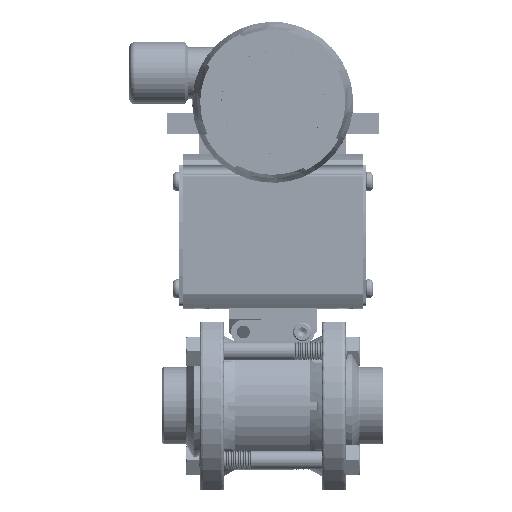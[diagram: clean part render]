
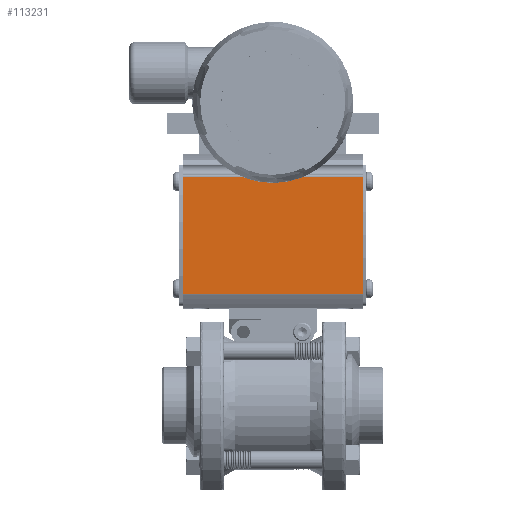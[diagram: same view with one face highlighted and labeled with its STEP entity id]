
A CAD part, top view. The second image highlights one B-rep face of the part: STEP entity #113231.
In plain terms, the highlighted planar face has unit normal (0, 0, 1).
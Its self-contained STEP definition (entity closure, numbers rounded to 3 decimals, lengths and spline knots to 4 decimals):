
#1062 = ORIENTED_EDGE ( 'NONE', *, *, #30538, .F. ) ;
#3437 = LINE ( 'NONE', #112486, #65136 ) ;
#12395 = DIRECTION ( 'NONE',  ( 0., 0., -1. ) ) ;
#15787 = VERTEX_POINT ( 'NONE', #59632 ) ;
#29771 = ORIENTED_EDGE ( 'NONE', *, *, #138130, .T. ) ;
#30538 = EDGE_CURVE ( 'NONE', #15787, #49286, #79248, .T. ) ;
#31793 = AXIS2_PLACEMENT_3D ( 'NONE', #81885, #12395, #93494 ) ;
#37086 = CARTESIAN_POINT ( 'NONE',  ( 1.5441, 1.7988, 3.281 ) ) ;
#46324 = VERTEX_POINT ( 'NONE', #37086 ) ;
#49286 = VERTEX_POINT ( 'NONE', #129523 ) ;
#49641 = VERTEX_POINT ( 'NONE', #66623 ) ;
#52660 = ORIENTED_EDGE ( 'NONE', *, *, #109349, .F. ) ;
#54662 = DIRECTION ( 'NONE',  ( 0., -1., 0. ) ) ;
#56709 = DIRECTION ( 'NONE',  ( 1., 0., 0. ) ) ;
#59632 = CARTESIAN_POINT ( 'NONE',  ( -1.5109, 1.7988, 3.281 ) ) ;
#65136 = VECTOR ( 'NONE', #54662, 39.3701 ) ;
#66623 = CARTESIAN_POINT ( 'NONE',  ( 1.5441, 3.7931, 3.281 ) ) ;
#68355 = CARTESIAN_POINT ( 'NONE',  ( -5.0238, 1.7988, 3.281 ) ) ;
#70201 = PLANE ( 'NONE',  #31793 ) ;
#71864 = VECTOR ( 'NONE', #106421, 39.3701 ) ;
#75913 = FACE_OUTER_BOUND ( 'NONE', #149536, .T. ) ;
#79150 = CARTESIAN_POINT ( 'NONE',  ( -5.0238, 3.7931, 3.281 ) ) ;
#79248 = LINE ( 'NONE', #94737, #71864 ) ;
#81885 = CARTESIAN_POINT ( 'NONE',  ( -5.0238, 3.8004, 3.281 ) ) ;
#92552 = VECTOR ( 'NONE', #148659, 39.3701 ) ;
#93494 = DIRECTION ( 'NONE',  ( 0., -1., 0. ) ) ;
#94737 = CARTESIAN_POINT ( 'NONE',  ( -1.5109, 3.8004, 3.281 ) ) ;
#106421 = DIRECTION ( 'NONE',  ( 0., 1., 0. ) ) ;
#107125 = EDGE_CURVE ( 'NONE', #49641, #49286, #123482, .T. ) ;
#108059 = VECTOR ( 'NONE', #56709, 39.3701 ) ;
#109349 = EDGE_CURVE ( 'NONE', #49641, #46324, #3437, .T. ) ;
#111746 = LINE ( 'NONE', #68355, #108059 ) ;
#112486 = CARTESIAN_POINT ( 'NONE',  ( 1.5441, 3.8004, 3.281 ) ) ;
#113231 = ADVANCED_FACE ( 'NONE', ( #75913 ), #70201, .F. ) ;
#123482 = LINE ( 'NONE', #79150, #92552 ) ;
#129523 = CARTESIAN_POINT ( 'NONE',  ( -1.5109, 3.7931, 3.281 ) ) ;
#129613 = ORIENTED_EDGE ( 'NONE', *, *, #107125, .T. ) ;
#138130 = EDGE_CURVE ( 'NONE', #15787, #46324, #111746, .T. ) ;
#148659 = DIRECTION ( 'NONE',  ( -1., 0., 0. ) ) ;
#149536 = EDGE_LOOP ( 'NONE', ( #52660, #129613, #1062, #29771 ) ) ;
